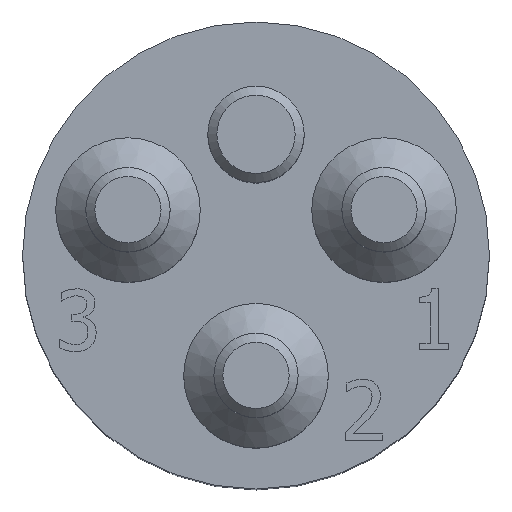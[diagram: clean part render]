
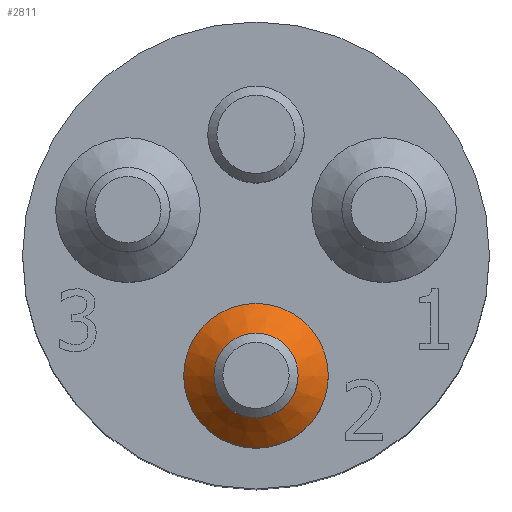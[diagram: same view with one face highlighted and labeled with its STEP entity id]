
A CAD part, top view. The second image highlights one B-rep face of the part: STEP entity #2811.
In plain terms, the highlighted conical face has half-angle 45 degrees and reference radius 1.9 mm.
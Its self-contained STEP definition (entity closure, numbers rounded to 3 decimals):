
#23=FACE_BOUND($,#856,.T.);
#689=FACE_OUTER_BOUND($,#855,.T.);
#855=EDGE_LOOP($,(#2545));
#856=EDGE_LOOP($,(#2546));
#925=CIRCLE($,#2921,1.4);
#934=CIRCLE($,#2941,2.4);
#1374=VERTEX_POINT($,#5581);
#1383=VERTEX_POINT($,#5610);
#1784=EDGE_CURVE($,#1374,#1374,#925,.T.);
#1793=EDGE_CURVE($,#1383,#1383,#934,.T.);
#2545=ORIENTED_EDGE($,*,*,#1784,.T.);
#2546=ORIENTED_EDGE($,*,*,#1793,.T.);
#2632=CONICAL_SURFACE($,#2940,1.9,45.);
#2811=ADVANCED_FACE($,(#689,#23),#2632,.T.);
#2921=AXIS2_PLACEMENT_3D($,#5582,#3334,#3335);
#2940=AXIS2_PLACEMENT_3D($,#5609,#3372,#3373);
#2941=AXIS2_PLACEMENT_3D($,#5611,#3374,#3375);
#3334=DIRECTION('center_axis',(0.,0.,-1.));
#3335=DIRECTION('ref_axis',(-1.,0.,0.));
#3372=DIRECTION('center_axis',(0.,0.,-1.));
#3373=DIRECTION('ref_axis',(-1.,0.,0.));
#3374=DIRECTION('center_axis',(0.,0.,1.));
#3375=DIRECTION('ref_axis',(-1.,0.,0.));
#5581=CARTESIAN_POINT('',(1.4,-4.,25.));
#5582=CARTESIAN_POINT('Origin',(0.,-4.,25.));
#5609=CARTESIAN_POINT('Origin',(0.,-4.,24.5));
#5610=CARTESIAN_POINT('',(2.4,-4.,24.));
#5611=CARTESIAN_POINT('Origin',(0.,-4.,24.));
